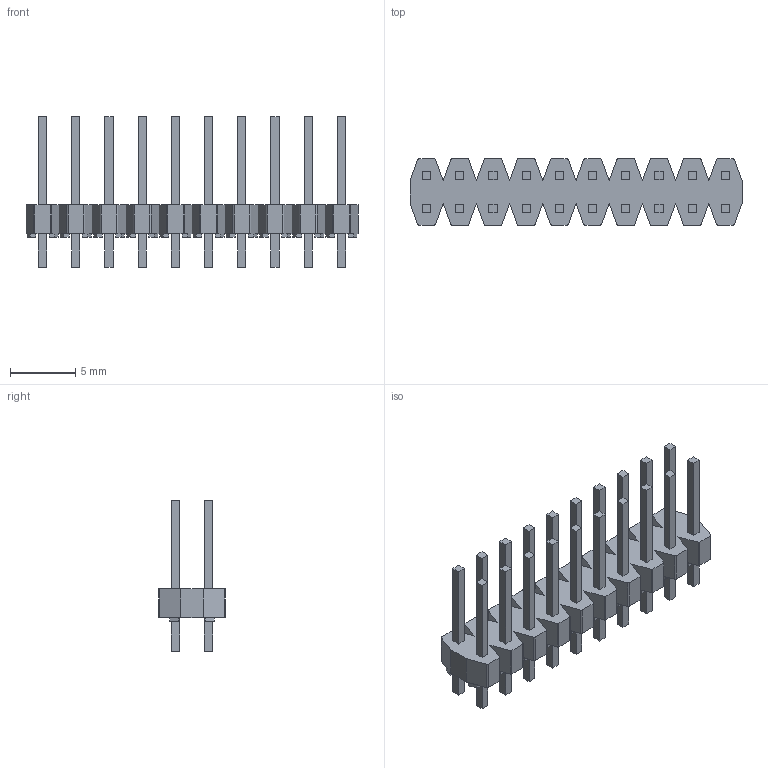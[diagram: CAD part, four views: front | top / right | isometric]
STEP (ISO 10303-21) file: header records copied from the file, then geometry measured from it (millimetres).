
FILE_DESCRIPTION((''),'2;1');
FILE_NAME('MOLEX_0901310130','2010-09-28T',('Wiebke'),(''),'PRO/ENGINEER BY PARAMETRIC TECHNOLOGY CORPORATION, 2008400','PRO/ENGINEER BY PARAMETRIC TECHNOLOGY CORPORATION, 2008400','');
FILE_SCHEMA(('AUTOMOTIVE_DESIGN_CC2 { 1 2 10303 214 -1 1 5 2 }'));
Length unit declared in the file: millimetre
Products named in the file (1): MOLEX_0901310130
Bounding box: 25.4 x 5.08 x 11.55 mm (x, y, z)
Volume: 318 mm3; surface area: 943.6 mm2
Topology: 1 solids, 1 shells, 504 faces, 1266 edges, 844 vertices
Faces by surface type: plane 464, cylinder 40
Entity records: 22018 total; most frequent: CARTESIAN_POINT 2656, ORIENTED_EDGE 2532, DIRECTION 2438, PRESENTATION_STYLE_ASSIGNMENT 1604, STYLED_ITEM 1410, CURVE_STYLE 1308, EDGE_CURVE 1266, VECTOR 1186
